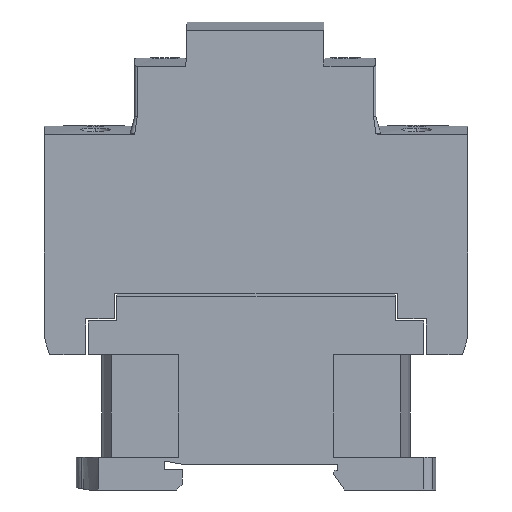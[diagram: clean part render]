
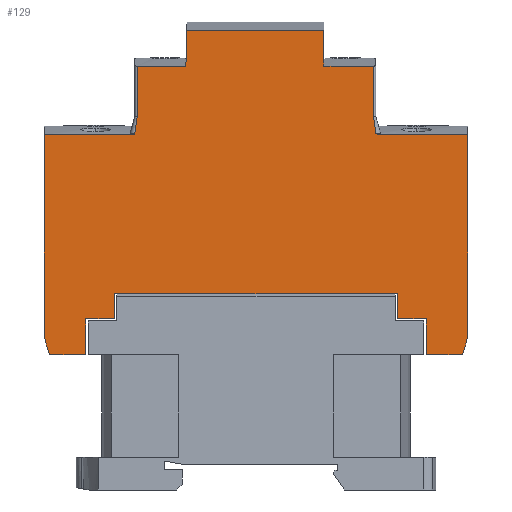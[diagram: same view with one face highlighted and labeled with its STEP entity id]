
A CAD part, left-side view. The second image highlights one B-rep face of the part: STEP entity #129.
In plain terms, the highlighted planar face has unit normal (-1, 0, 0).
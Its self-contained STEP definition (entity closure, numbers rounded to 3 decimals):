
#129=ADVANCED_FACE('',(#512),#513,.F.);
#512=FACE_OUTER_BOUND('',#1280,.T.);
#513=PLANE('',#1281);
#1280=EDGE_LOOP('',(#2283,#2284,#2285,#2286,#2287,#2288,#2289,#2290,#2291,#2292,#2293,#2294,#2295,#2296,#2297,#2298,#2299,#2300,#2301,#2302,#2303,#2304,#2305,#2306,#2307,#2308,#2309,#2310));
#1281=AXIS2_PLACEMENT_3D('',#2311,#2312,#2313);
#2283=ORIENTED_EDGE('',*,*,#5355,.T.);
#2284=ORIENTED_EDGE('',*,*,#5356,.T.);
#2285=ORIENTED_EDGE('',*,*,#5357,.F.);
#2286=ORIENTED_EDGE('',*,*,#5358,.T.);
#2287=ORIENTED_EDGE('',*,*,#5359,.T.);
#2288=ORIENTED_EDGE('',*,*,#5360,.T.);
#2289=ORIENTED_EDGE('',*,*,#5361,.T.);
#2290=ORIENTED_EDGE('',*,*,#5362,.T.);
#2291=ORIENTED_EDGE('',*,*,#5363,.T.);
#2292=ORIENTED_EDGE('',*,*,#5364,.T.);
#2293=ORIENTED_EDGE('',*,*,#5365,.T.);
#2294=ORIENTED_EDGE('',*,*,#5366,.T.);
#2295=ORIENTED_EDGE('',*,*,#5367,.F.);
#2296=ORIENTED_EDGE('',*,*,#5368,.T.);
#2297=ORIENTED_EDGE('',*,*,#5347,.T.);
#2298=ORIENTED_EDGE('',*,*,#5369,.T.);
#2299=ORIENTED_EDGE('',*,*,#5370,.T.);
#2300=ORIENTED_EDGE('',*,*,#5371,.F.);
#2301=ORIENTED_EDGE('',*,*,#5372,.T.);
#2302=ORIENTED_EDGE('',*,*,#5373,.T.);
#2303=ORIENTED_EDGE('',*,*,#5374,.F.);
#2304=ORIENTED_EDGE('',*,*,#5375,.T.);
#2305=ORIENTED_EDGE('',*,*,#5376,.F.);
#2306=ORIENTED_EDGE('',*,*,#5377,.T.);
#2307=ORIENTED_EDGE('',*,*,#5378,.T.);
#2308=ORIENTED_EDGE('',*,*,#5379,.F.);
#2309=ORIENTED_EDGE('',*,*,#5380,.T.);
#2310=ORIENTED_EDGE('',*,*,#5381,.F.);
#2311=CARTESIAN_POINT('',(0.0,45.402,-24.574));
#2312=DIRECTION('',(1.0,0.0,0.0));
#2313=DIRECTION('',(0.0,1.0,-0.0));
#5347=EDGE_CURVE('',#6362,#6371,#6373,.T.);
#5355=EDGE_CURVE('',#6387,#6388,#6389,.T.);
#5356=EDGE_CURVE('',#6388,#6390,#6391,.T.);
#5357=EDGE_CURVE('',#6392,#6390,#6393,.T.);
#5358=EDGE_CURVE('',#6392,#6394,#6395,.T.);
#5359=EDGE_CURVE('',#6394,#6396,#6397,.T.);
#5360=EDGE_CURVE('',#6396,#6398,#6399,.T.);
#5361=EDGE_CURVE('',#6398,#6400,#6401,.T.);
#5362=EDGE_CURVE('',#6400,#6402,#6403,.T.);
#5363=EDGE_CURVE('',#6402,#6404,#6405,.T.);
#5364=EDGE_CURVE('',#6404,#6406,#6407,.T.);
#5365=EDGE_CURVE('',#6406,#6408,#6409,.T.);
#5366=EDGE_CURVE('',#6408,#6410,#6411,.T.);
#5367=EDGE_CURVE('',#6412,#6410,#6413,.T.);
#5368=EDGE_CURVE('',#6412,#6362,#6414,.T.);
#5369=EDGE_CURVE('',#6371,#6415,#6416,.T.);
#5370=EDGE_CURVE('',#6415,#6417,#6418,.T.);
#5371=EDGE_CURVE('',#6419,#6417,#6420,.T.);
#5372=EDGE_CURVE('',#6419,#6421,#6422,.T.);
#5373=EDGE_CURVE('',#6421,#6423,#6424,.T.);
#5374=EDGE_CURVE('',#6425,#6423,#6426,.T.);
#5375=EDGE_CURVE('',#6425,#6427,#6428,.T.);
#5376=EDGE_CURVE('',#6429,#6427,#6430,.T.);
#5377=EDGE_CURVE('',#6429,#6431,#6432,.T.);
#5378=EDGE_CURVE('',#6431,#6433,#6434,.T.);
#5379=EDGE_CURVE('',#6435,#6433,#6436,.T.);
#5380=EDGE_CURVE('',#6435,#6437,#6438,.T.);
#5381=EDGE_CURVE('',#6387,#6437,#6439,.T.);
#6362=VERTEX_POINT('',#8086);
#6371=VERTEX_POINT('',#8096);
#6373=LINE('',#8098,#8099);
#6387=VERTEX_POINT('',#8428);
#6388=VERTEX_POINT('',#8429);
#6389=LINE('',#8430,#8431);
#6390=VERTEX_POINT('',#8432);
#6391=LINE('',#8433,#8434);
#6392=VERTEX_POINT('',#8435);
#6393=CIRCLE('',#8436,25.0);
#6394=VERTEX_POINT('',#8437);
#6395=LINE('',#8438,#8439);
#6396=VERTEX_POINT('',#8440);
#6397=LINE('',#8441,#8442);
#6398=VERTEX_POINT('',#8443);
#6399=LINE('',#8444,#8445);
#6400=VERTEX_POINT('',#8446);
#6401=LINE('',#8447,#8448);
#6402=VERTEX_POINT('',#8449);
#6403=LINE('',#8450,#8451);
#6404=VERTEX_POINT('',#8452);
#6405=LINE('',#8453,#8454);
#6406=VERTEX_POINT('',#8455);
#6407=LINE('',#8456,#8457);
#6408=VERTEX_POINT('',#8458);
#6409=LINE('',#8459,#8460);
#6410=VERTEX_POINT('',#8461);
#6411=LINE('',#8462,#8463);
#6412=VERTEX_POINT('',#8464);
#6413=CIRCLE('',#8465,25.0);
#6414=LINE('',#8466,#8467);
#6415=VERTEX_POINT('',#8468);
#6416=LINE('',#8469,#8470);
#6417=VERTEX_POINT('',#8471);
#6418=LINE('',#8472,#8473);
#6419=VERTEX_POINT('',#8474);
#6420=LINE('',#8475,#8476);
#6421=VERTEX_POINT('',#8477);
#6422=LINE('',#8478,#8479);
#6423=VERTEX_POINT('',#8480);
#6424=LINE('',#8481,#8482);
#6425=VERTEX_POINT('',#8483);
#6426=LINE('',#8484,#8485);
#6427=VERTEX_POINT('',#8486);
#6428=LINE('',#8487,#8488);
#6429=VERTEX_POINT('',#8489);
#6430=LINE('',#8490,#8491);
#6431=VERTEX_POINT('',#8492);
#6432=LINE('',#8493,#8494);
#6433=VERTEX_POINT('',#8495);
#6434=LINE('',#8496,#8497);
#6435=VERTEX_POINT('',#8498);
#6436=B_SPLINE_CURVE_WITH_KNOTS('',3,(#8499,#8500,#8501,#8502,#8503,#8504),.UNSPECIFIED.,.F.,.F.,(4,1,1,4),(0.0,0.333,0.667,1.0),.UNSPECIFIED.);
#6437=VERTEX_POINT('',#8505);
#6438=LINE('',#8506,#8507);
#6439=LINE('',#8508,#8509);
#8086=CARTESIAN_POINT('',(0.,0.0,-2.024));
#8096=CARTESIAN_POINT('',(0.,19.45,-2.024));
#8098=CARTESIAN_POINT('',(0.,0.0,-2.024));
#8099=VECTOR('',#12120,19.45);
#8428=CARTESIAN_POINT('',(0.,71.35,-2.024));
#8429=CARTESIAN_POINT('',(0.,90.8,-2.024));
#8430=CARTESIAN_POINT('',(0.,71.35,-2.024));
#8431=VECTOR('',#12121,19.45);
#8432=CARTESIAN_POINT('',(0.0,90.8,-44.974));
#8433=CARTESIAN_POINT('',(0.,90.8,-2.024));
#8434=VECTOR('',#12122,42.95);
#8435=CARTESIAN_POINT('',(0.0,89.6,-49.124));
#8436=AXIS2_PLACEMENT_3D('',#12123,#12124,#12125);
#8437=CARTESIAN_POINT('',(0.0,81.9,-49.124));
#8438=CARTESIAN_POINT('',(0.0,89.6,-49.124));
#8439=VECTOR('',#12126,7.7);
#8440=CARTESIAN_POINT('',(0.0,81.9,-41.474));
#8441=CARTESIAN_POINT('',(0.0,81.9,-49.124));
#8442=VECTOR('',#12127,7.65);
#8443=CARTESIAN_POINT('',(0.0,75.7,-41.474));
#8444=CARTESIAN_POINT('',(0.0,81.9,-41.474));
#8445=VECTOR('',#12128,6.2);
#8446=CARTESIAN_POINT('',(0.0,75.7,-36.074));
#8447=CARTESIAN_POINT('',(0.0,75.7,-41.474));
#8448=VECTOR('',#12129,5.4);
#8449=CARTESIAN_POINT('',(0.0,15.1,-36.074));
#8450=CARTESIAN_POINT('',(0.0,75.7,-36.074));
#8451=VECTOR('',#12130,60.6);
#8452=CARTESIAN_POINT('',(0.0,15.1,-41.474));
#8453=CARTESIAN_POINT('',(0.0,15.1,-36.074));
#8454=VECTOR('',#12131,5.4);
#8455=CARTESIAN_POINT('',(0.0,8.9,-41.474));
#8456=CARTESIAN_POINT('',(0.0,15.1,-41.474));
#8457=VECTOR('',#12132,6.2);
#8458=CARTESIAN_POINT('',(0.0,8.9,-49.124));
#8459=CARTESIAN_POINT('',(0.0,8.9,-41.474));
#8460=VECTOR('',#12133,7.65);
#8461=CARTESIAN_POINT('',(0.0,1.2,-49.124));
#8462=CARTESIAN_POINT('',(0.0,8.9,-49.124));
#8463=VECTOR('',#12134,7.7);
#8464=CARTESIAN_POINT('',(0.0,0.,-44.974));
#8465=AXIS2_PLACEMENT_3D('',#12135,#12136,#12137);
#8466=CARTESIAN_POINT('',(0.0,0.,-44.974));
#8467=VECTOR('',#12138,42.95);
#8468=CARTESIAN_POINT('',(0.0,19.45,-1.774));
#8469=CARTESIAN_POINT('',(0.,19.45,-2.024));
#8470=VECTOR('',#12139,0.25);
#8471=CARTESIAN_POINT('',(0.,19.725,-1.774));
#8472=CARTESIAN_POINT('',(0.0,19.45,-1.774));
#8473=VECTOR('',#12140,0.275);
#8474=CARTESIAN_POINT('',(0.0,20.251,1.906));
#8475=CARTESIAN_POINT('',(0.0,20.251,1.906));
#8476=VECTOR('',#12141,3.717);
#8477=CARTESIAN_POINT('',(0.,20.251,12.676));
#8478=CARTESIAN_POINT('',(0.0,20.251,1.906));
#8479=VECTOR('',#12142,10.77);
#8480=CARTESIAN_POINT('',(0.,30.85,12.676));
#8481=CARTESIAN_POINT('',(0.,20.251,12.676));
#8482=VECTOR('',#12143,10.599);
#8483=CARTESIAN_POINT('',(0.,30.85,20.337));
#8484=CARTESIAN_POINT('',(0.,30.85,20.337));
#8485=VECTOR('',#12144,7.661);
#8486=CARTESIAN_POINT('',(0.,60.213,20.337));
#8487=CARTESIAN_POINT('',(0.,30.85,20.337));
#8488=VECTOR('',#12145,29.363);
#8489=CARTESIAN_POINT('',(0.,60.414,12.676));
#8490=CARTESIAN_POINT('',(0.,60.414,12.676));
#8491=VECTOR('',#12146,7.664);
#8492=CARTESIAN_POINT('',(0.,70.851,12.676));
#8493=CARTESIAN_POINT('',(0.,60.414,12.676));
#8494=VECTOR('',#12147,10.437);
#8495=CARTESIAN_POINT('',(0.,70.851,1.906));
#8496=CARTESIAN_POINT('',(0.,70.851,12.676));
#8497=VECTOR('',#12148,10.77);
#8498=CARTESIAN_POINT('',(0.,71.377,-1.774));
#8499=CARTESIAN_POINT('',(0.,71.377,-1.774));
#8500=CARTESIAN_POINT('',(0.,71.319,-1.368));
#8501=CARTESIAN_POINT('',(0.,71.202,-0.554));
#8502=CARTESIAN_POINT('',(0.,71.027,0.673));
#8503=CARTESIAN_POINT('',(0.,70.91,1.494));
#8504=CARTESIAN_POINT('',(0.,70.851,1.906));
#8505=CARTESIAN_POINT('',(0.0,71.35,-1.774));
#8506=CARTESIAN_POINT('',(0.,71.377,-1.774));
#8507=VECTOR('',#12149,0.027);
#8508=CARTESIAN_POINT('',(0.,71.35,-2.024));
#8509=VECTOR('',#12150,0.25);
#12120=DIRECTION('',(0.0,1.0,0.0));
#12121=DIRECTION('',(0.0,1.0,0.0));
#12122=DIRECTION('',(0.,0.0,-1.0));
#12123=CARTESIAN_POINT('',(0.0,66.274,-40.131));
#12124=DIRECTION('',(1.0,0.0,0.0));
#12125=DIRECTION('',(0.0,0.933,-0.36));
#12126=DIRECTION('',(0.0,-1.0,0.));
#12127=DIRECTION('',(0.0,0.0,1.0));
#12128=DIRECTION('',(0.0,-1.0,0.0));
#12129=DIRECTION('',(0.0,0.0,1.0));
#12130=DIRECTION('',(0.0,-1.0,0.0));
#12131=DIRECTION('',(0.0,0.0,-1.0));
#12132=DIRECTION('',(0.0,-1.0,0.0));
#12133=DIRECTION('',(0.0,0.0,-1.0));
#12134=DIRECTION('',(0.0,-1.0,0.));
#12135=CARTESIAN_POINT('',(0.0,24.526,-40.131));
#12136=DIRECTION('',(1.0,0.0,0.0));
#12137=DIRECTION('',(0.0,-0.981,-0.194));
#12138=DIRECTION('',(0.,0.0,1.0));
#12139=DIRECTION('',(0.,0.,1.0));
#12140=DIRECTION('',(0.,1.,0.));
#12141=DIRECTION('',(0.,-0.142,-0.99));
#12142=DIRECTION('',(0.,0.,1.0));
#12143=DIRECTION('',(0.0,1.0,0.));
#12144=DIRECTION('',(0.0,0.,-1.0));
#12145=DIRECTION('',(0.0,1.0,0.));
#12146=DIRECTION('',(0.,-0.026,1.));
#12147=DIRECTION('',(0.0,1.0,0.));
#12148=DIRECTION('',(0.,0.,-1.0));
#12149=DIRECTION('',(0.,-1.,0.));
#12150=DIRECTION('',(0.,0.0,1.0));
